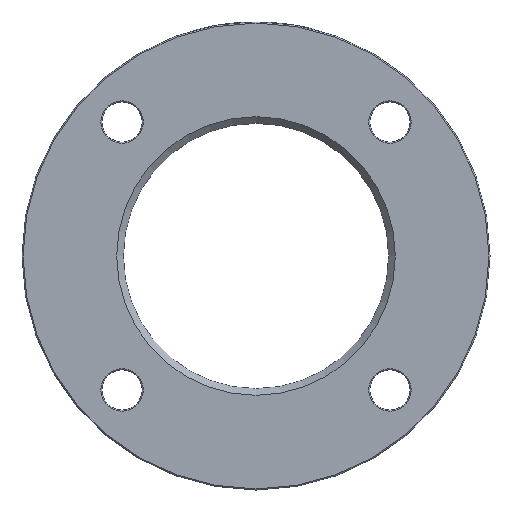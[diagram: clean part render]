
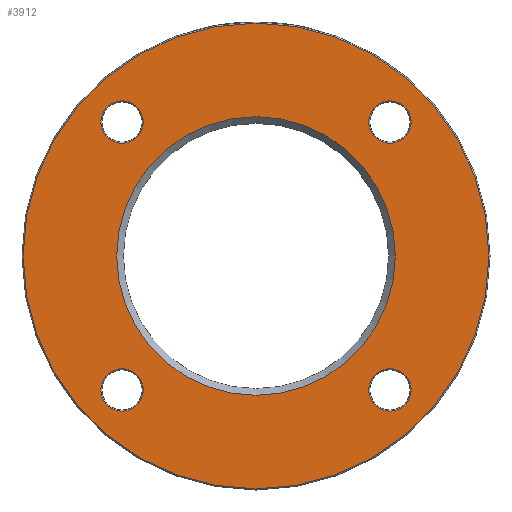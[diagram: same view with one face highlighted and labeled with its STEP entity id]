
A CAD part, left-side view. The second image highlights one B-rep face of the part: STEP entity #3912.
In plain terms, the highlighted planar face has unit normal (-1, 0, 0).
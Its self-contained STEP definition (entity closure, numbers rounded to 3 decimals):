
#52 = FACE_BOUND ( 'NONE', #1707, .T. ) ;
#101 = CARTESIAN_POINT ( 'NONE',  ( 0., -60.104, -69.604 ) ) ;
#267 = CIRCLE ( 'NONE', #2980, 9.5 ) ;
#328 = EDGE_CURVE ( 'NONE', #658, #658, #267, .T. ) ;
#370 = DIRECTION ( 'NONE',  ( 1., 0., 0. ) ) ;
#480 = CARTESIAN_POINT ( 'NONE',  ( 0., 60.104, -69.604 ) ) ;
#499 = EDGE_CURVE ( 'NONE', #3244, #3244, #2358, .T. ) ;
#658 = VERTEX_POINT ( 'NONE', #1947 ) ;
#702 = EDGE_LOOP ( 'NONE', ( #3856 ) ) ;
#811 = DIRECTION ( 'NONE',  ( 1., 0., 0. ) ) ;
#868 = AXIS2_PLACEMENT_3D ( 'NONE', #3852, #1650, #1981 ) ;
#889 = DIRECTION ( 'NONE',  ( 0., 0., -1. ) ) ;
#939 = CIRCLE ( 'NONE', #2292, 104.5 ) ;
#1003 = FACE_BOUND ( 'NONE', #702, .T. ) ;
#1094 = VERTEX_POINT ( 'NONE', #3665 ) ;
#1109 = EDGE_LOOP ( 'NONE', ( #2247 ) ) ;
#1213 = ORIENTED_EDGE ( 'NONE', *, *, #328, .T. ) ;
#1322 = PLANE ( 'NONE',  #2079 ) ;
#1494 = DIRECTION ( 'NONE',  ( 0., 0., -1. ) ) ;
#1535 = DIRECTION ( 'NONE',  ( 1., 0., 0. ) ) ;
#1584 = EDGE_LOOP ( 'NONE', ( #2565 ) ) ;
#1650 = DIRECTION ( 'NONE',  ( 1., 0., 0. ) ) ;
#1651 = EDGE_LOOP ( 'NONE', ( #3220 ) ) ;
#1707 = EDGE_LOOP ( 'NONE', ( #1213 ) ) ;
#1711 = VERTEX_POINT ( 'NONE', #2724 ) ;
#1746 = VERTEX_POINT ( 'NONE', #2367 ) ;
#1947 = CARTESIAN_POINT ( 'NONE',  ( 0., -60.104, 50.604 ) ) ;
#1952 = FACE_BOUND ( 'NONE', #1584, .T. ) ;
#1981 = DIRECTION ( 'NONE',  ( 0., 0., -1. ) ) ;
#2011 = AXIS2_PLACEMENT_3D ( 'NONE', #3168, #811, #2095 ) ;
#2031 = FACE_OUTER_BOUND ( 'NONE', #1109, .T. ) ;
#2079 = AXIS2_PLACEMENT_3D ( 'NONE', #3252, #370, #3928 ) ;
#2095 = DIRECTION ( 'NONE',  ( 0., 0., -1. ) ) ;
#2247 = ORIENTED_EDGE ( 'NONE', *, *, #3827, .T. ) ;
#2272 = FACE_BOUND ( 'NONE', #1651, .T. ) ;
#2292 = AXIS2_PLACEMENT_3D ( 'NONE', #3493, #2555, #2577 ) ;
#2358 = CIRCLE ( 'NONE', #3372, 9.5 ) ;
#2367 = CARTESIAN_POINT ( 'NONE',  ( 0., 0., -104.5 ) ) ;
#2385 = VERTEX_POINT ( 'NONE', #101 ) ;
#2555 = DIRECTION ( 'NONE',  ( -1., 0., 0. ) ) ;
#2565 = ORIENTED_EDGE ( 'NONE', *, *, #3205, .T. ) ;
#2577 = DIRECTION ( 'NONE',  ( 0., 0., -1. ) ) ;
#2611 = EDGE_CURVE ( 'NONE', #1094, #1094, #3587, .T. ) ;
#2617 = FACE_BOUND ( 'NONE', #3416, .T. ) ;
#2724 = CARTESIAN_POINT ( 'NONE',  ( 0., 60.104, 50.604 ) ) ;
#2920 = EDGE_CURVE ( 'NONE', #2385, #2385, #3693, .T. ) ;
#2980 = AXIS2_PLACEMENT_3D ( 'NONE', #3143, #3186, #4070 ) ;
#3047 = AXIS2_PLACEMENT_3D ( 'NONE', #4129, #3134, #1494 ) ;
#3134 = DIRECTION ( 'NONE',  ( 1., 0., 0. ) ) ;
#3143 = CARTESIAN_POINT ( 'NONE',  ( 0., -60.104, 60.104 ) ) ;
#3168 = CARTESIAN_POINT ( 'NONE',  ( 0., 60.104, 60.104 ) ) ;
#3186 = DIRECTION ( 'NONE',  ( 1., 0., 0. ) ) ;
#3205 = EDGE_CURVE ( 'NONE', #1711, #1711, #3499, .T. ) ;
#3220 = ORIENTED_EDGE ( 'NONE', *, *, #2611, .T. ) ;
#3244 = VERTEX_POINT ( 'NONE', #480 ) ;
#3252 = CARTESIAN_POINT ( 'NONE',  ( 0., 59.5, 0. ) ) ;
#3372 = AXIS2_PLACEMENT_3D ( 'NONE', #3530, #1535, #889 ) ;
#3416 = EDGE_LOOP ( 'NONE', ( #4149 ) ) ;
#3493 = CARTESIAN_POINT ( 'NONE',  ( 0., 0., 0. ) ) ;
#3499 = CIRCLE ( 'NONE', #2011, 9.5 ) ;
#3530 = CARTESIAN_POINT ( 'NONE',  ( 0., 60.104, -60.104 ) ) ;
#3587 = CIRCLE ( 'NONE', #3047, 62.5 ) ;
#3665 = CARTESIAN_POINT ( 'NONE',  ( 0., 0., -62.5 ) ) ;
#3693 = CIRCLE ( 'NONE', #868, 9.5 ) ;
#3827 = EDGE_CURVE ( 'NONE', #1746, #1746, #939, .T. ) ;
#3852 = CARTESIAN_POINT ( 'NONE',  ( 0., -60.104, -60.104 ) ) ;
#3856 = ORIENTED_EDGE ( 'NONE', *, *, #499, .T. ) ;
#3912 = ADVANCED_FACE ( 'NONE', ( #2272, #2031, #52, #2617, #1003, #1952 ), #1322, .F. ) ;
#3928 = DIRECTION ( 'NONE',  ( 0., 0., -1. ) ) ;
#4070 = DIRECTION ( 'NONE',  ( 0., 0., -1. ) ) ;
#4129 = CARTESIAN_POINT ( 'NONE',  ( 0., 0., 0. ) ) ;
#4149 = ORIENTED_EDGE ( 'NONE', *, *, #2920, .T. ) ;
